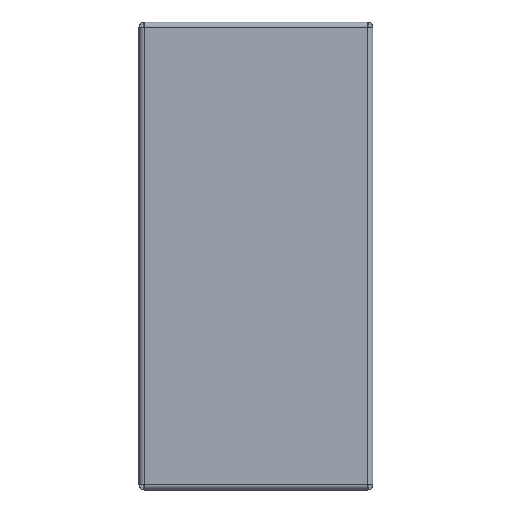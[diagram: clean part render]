
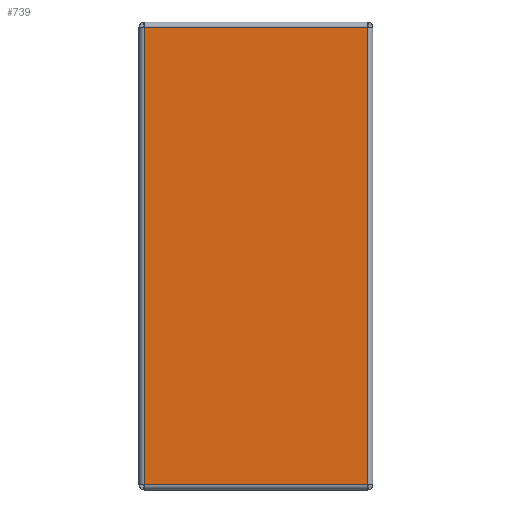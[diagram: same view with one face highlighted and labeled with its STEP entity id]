
A CAD part, front view. The second image highlights one B-rep face of the part: STEP entity #739.
In plain terms, the highlighted planar face has unit normal (0, -1, 0).
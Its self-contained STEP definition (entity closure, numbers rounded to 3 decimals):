
#739 = ADVANCED_FACE( '', ( #1564 ), #1565, .T. );
#1564 = FACE_OUTER_BOUND( '', #8726, .T. );
#1565 = PLANE( '', #8727 );
#8726 = EDGE_LOOP( '', ( #12164, #12165, #12166, #12167 ) );
#8727 = AXIS2_PLACEMENT_3D( '', #12168, #12169, #12170 );
#12164 = ORIENTED_EDGE( '', *, *, #13387, .T. );
#12165 = ORIENTED_EDGE( '', *, *, #13211, .T. );
#12166 = ORIENTED_EDGE( '', *, *, #13111, .T. );
#12167 = ORIENTED_EDGE( '', *, *, #12943, .T. );
#12168 = CARTESIAN_POINT( '', ( 0., 0., 0. ) );
#12169 = DIRECTION( '', ( 0., -1., 0. ) );
#12170 = DIRECTION( '', ( 0., 0., -1. ) );
#12943 = EDGE_CURVE( '', #13895, #13899, #13984, .T. );
#13111 = EDGE_CURVE( '', #14030, #13895, #14220, .T. );
#13211 = EDGE_CURVE( '', #14291, #14030, #14339, .T. );
#13387 = EDGE_CURVE( '', #13899, #14291, #14539, .T. );
#13895 = VERTEX_POINT( '', #15694 );
#13899 = VERTEX_POINT( '', #15708 );
#13984 = LINE( '', #15975, #15976 );
#14030 = VERTEX_POINT( '', #16137 );
#14220 = LINE( '', #16632, #16633 );
#14291 = VERTEX_POINT( '', #16882 );
#14339 = LINE( '', #17004, #17005 );
#14539 = LINE( '', #17544, #17545 );
#15694 = CARTESIAN_POINT( '', ( -72.72, 0., 148.92 ) );
#15708 = CARTESIAN_POINT( '', ( -72.72, 0., -148.92 ) );
#15975 = CARTESIAN_POINT( '', ( -72.72, 0., 152.4 ) );
#15976 = VECTOR( '', #18020, 1000. );
#16137 = CARTESIAN_POINT( '', ( 72.72, 0., 148.92 ) );
#16632 = CARTESIAN_POINT( '', ( -72.72, 0., 148.92 ) );
#16633 = VECTOR( '', #18163, 1000. );
#16882 = CARTESIAN_POINT( '', ( 72.72, 0., -148.92 ) );
#17004 = CARTESIAN_POINT( '', ( 72.72, 0., -152.4 ) );
#17005 = VECTOR( '', #18224, 1000. );
#17544 = CARTESIAN_POINT( '', ( 72.72, 0., -148.92 ) );
#17545 = VECTOR( '', #18371, 1000. );
#18020 = DIRECTION( '', ( 0., 0., -1. ) );
#18163 = DIRECTION( '', ( -1., 0., 0. ) );
#18224 = DIRECTION( '', ( 0., 0., 1. ) );
#18371 = DIRECTION( '', ( 1., 0., 0. ) );
